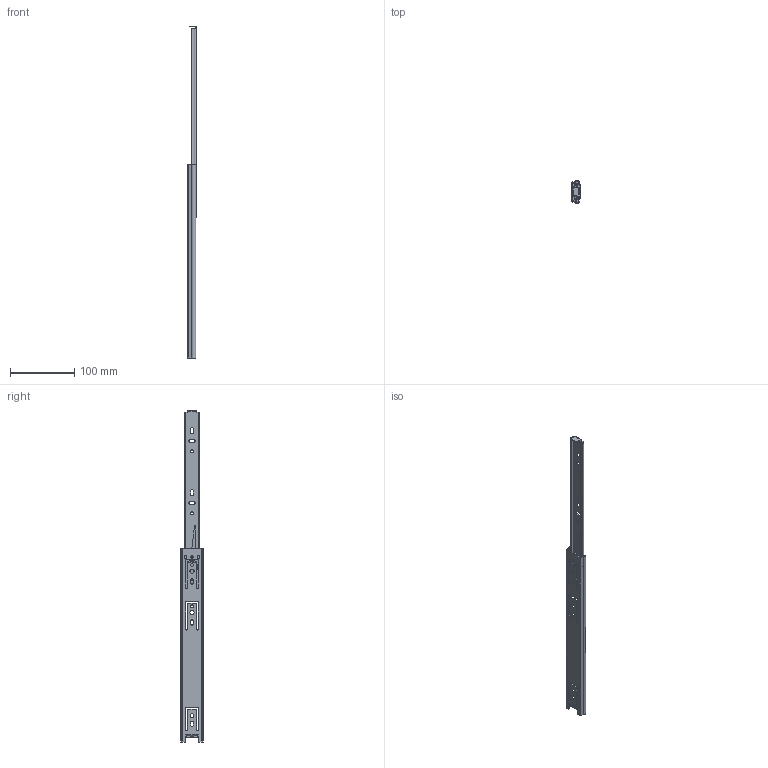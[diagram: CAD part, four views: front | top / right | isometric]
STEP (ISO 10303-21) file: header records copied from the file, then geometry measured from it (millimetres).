
FILE_DESCRIPTION (( 'STEP AP214' ), '1' );
FILE_NAME ('FR_5005.300mm_12inch_open.STEP', '2022-10-12T09:23:13', ( '' ), ( '' ), 'SwSTEP 2.0', 'SolidWorks 2020', '' );
FILE_SCHEMA (( 'AUTOMOTIVE_DESIGN' ));
Length unit declared in the file: millimetre
Products named in the file (10): 5005.XXX-01.T022_NL  300; 5005.XXX-03.T022_NL  300; FR 5005 MIDDLE STOP; FR_5005.300mm_12inch_open; 5005 TRIGGER RIVET_5050 Trigger Rivet; FR 5005 DETENT; FR 5005 TRIGGER; 5005 STOP RIVET_5050 Trigger Rivet
Assembly tree (9 placements, depth 3):
  FR_5005.300mm_12inch_open
    5005.XXX-01.T022_NL  300
      5005.XXX-01.T022_NL  300
      FR 5005 DETENT
      FR 5005 MIDDLE STOP
      5005 STOP RIVET_5050 Trigger Rivet
    5005.XXX-03.T022_NL  300
      5005.XXX-03.T022_NL  300
      FR 5005 TRIGGER
      5005 TRIGGER RIVET_5050 Trigger Rivet
Bounding box: 12.7 x 35.59 x 515 mm (x, y, z)
Volume: 41301.9 mm3; surface area: 57699.8 mm2
Topology: 7 solids, 7 shells, 467 faces, 1265 edges, 811 vertices
Faces by surface type: plane 224, cylinder 219, torus 12, cone 10, bspline 2
Entity records: 15352 total; most frequent: CARTESIAN_POINT 2896, DIRECTION 2596, ORIENTED_EDGE 2514, EDGE_CURVE 1257, AXIS2_PLACEMENT_3D 919, VERTEX_POINT 811, LINE 758, VECTOR 758
